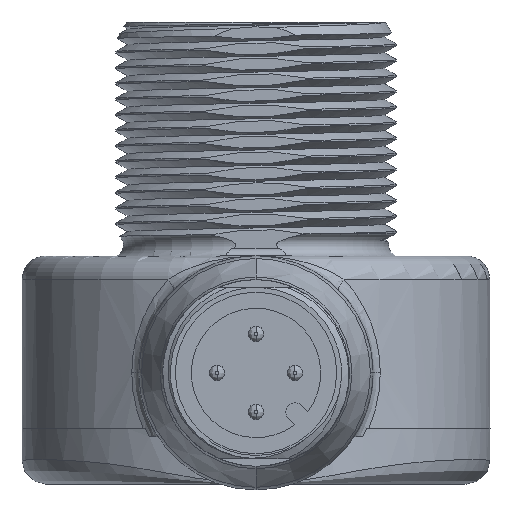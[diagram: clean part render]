
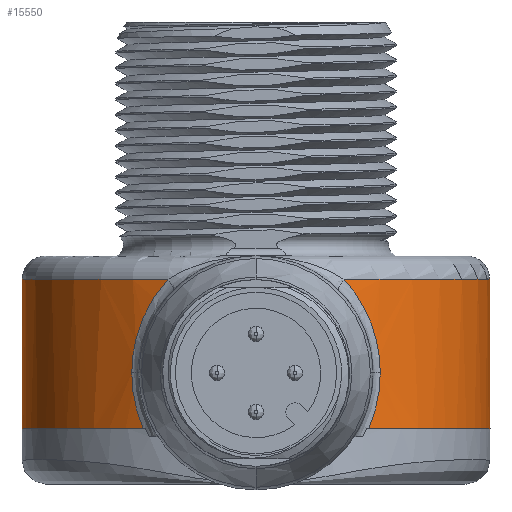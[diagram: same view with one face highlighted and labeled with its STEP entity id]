
A CAD part, front view. The second image highlights one B-rep face of the part: STEP entity #15550.
In plain terms, the highlighted cylindrical face has radius 15 mm (diameter 30 mm), a partial arc.
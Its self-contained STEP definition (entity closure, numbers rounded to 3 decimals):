
#5788=CARTESIAN_POINT('',(5.645,-13.897,
-1.5));
#5822=CARTESIAN_POINT('',(0.,0.,-11.068));
#5823=DIRECTION('',(0.,0.,1.));
#5824=DIRECTION('',(0.482,-0.876,0.));
#5825=AXIS2_PLACEMENT_3D('',#5822,#5823,#5824);
#5827=CARTESIAN_POINT('',(7.233,-13.141,-11.068));
#5828=CARTESIAN_POINT('',(7.289,-13.11,
-10.938));
#5829=CARTESIAN_POINT('',(7.395,-13.051,
-10.676));
#5830=CARTESIAN_POINT('',(7.534,-12.971,
-10.28));
#5831=CARTESIAN_POINT('',(7.653,-12.901,
-9.881));
#5832=CARTESIAN_POINT('',(7.752,-12.842,
-9.482));
#5833=CARTESIAN_POINT('',(7.832,-12.793,
-9.083));
#5834=CARTESIAN_POINT('',(7.894,-12.755,
-8.685));
#5835=CARTESIAN_POINT('',(7.937,-12.728,
-8.288));
#5836=CARTESIAN_POINT('',(7.963,-12.712,
-7.892));
#5837=CARTESIAN_POINT('',(7.969,-12.708,
-7.631));
#5838=CARTESIAN_POINT('',(7.969,-12.708,
-7.5));
#5840=CARTESIAN_POINT('',(7.969,-12.708,
-7.5));
#5841=CARTESIAN_POINT('',(7.969,-12.708,
-7.363));
#5842=CARTESIAN_POINT('',(7.962,-12.712,
-7.089));
#5843=CARTESIAN_POINT('',(7.934,-12.73,
-6.674));
#5844=CARTESIAN_POINT('',(7.886,-12.76,
-6.256));
#5845=CARTESIAN_POINT('',(7.818,-12.801,
-5.837));
#5846=CARTESIAN_POINT('',(7.729,-12.855,
-5.418));
#5847=CARTESIAN_POINT('',(7.62,-12.921,
-4.998));
#5848=CARTESIAN_POINT('',(7.488,-12.998,
-4.58));
#5849=CARTESIAN_POINT('',(7.334,-13.085,
-4.165));
#5850=CARTESIAN_POINT('',(7.157,-13.183,
-3.754));
#5851=CARTESIAN_POINT('',(6.958,-13.289,
-3.348));
#5852=CARTESIAN_POINT('',(6.736,-13.403,
-2.951));
#5853=CARTESIAN_POINT('',(6.493,-13.523,
-2.565));
#5854=CARTESIAN_POINT('',(6.23,-13.646,
-2.193));
#5855=CARTESIAN_POINT('',(5.947,-13.772,
-1.836));
#5856=CARTESIAN_POINT('',(5.747,-13.856,
-1.61));
#5857=CARTESIAN_POINT('',(5.645,-13.897,
-1.5));
#5859=CARTESIAN_POINT('',(0.,0.,-1.5));
#5860=DIRECTION('',(0.,0.,-1.));
#5861=DIRECTION('',(-1.,0.,0.));
#5862=AXIS2_PLACEMENT_3D('',#5859,#5860,#5861);
#5864=CARTESIAN_POINT('',(0.,0.,-1.5));
#5865=DIRECTION('',(0.,0.,-1.));
#5866=DIRECTION('',(-0.376,-0.926,0.));
#5867=AXIS2_PLACEMENT_3D('',#5864,#5865,#5866);
#5869=CARTESIAN_POINT('',(-5.644,-13.897,
-1.5));
#5870=CARTESIAN_POINT('',(-5.747,-13.856,
-1.61));
#5871=CARTESIAN_POINT('',(-5.947,-13.772,
-1.836));
#5872=CARTESIAN_POINT('',(-6.23,-13.646,
-2.193));
#5873=CARTESIAN_POINT('',(-6.493,-13.523,
-2.565));
#5874=CARTESIAN_POINT('',(-6.736,-13.403,
-2.951));
#5875=CARTESIAN_POINT('',(-6.958,-13.289,
-3.348));
#5876=CARTESIAN_POINT('',(-7.157,-13.183,
-3.753));
#5877=CARTESIAN_POINT('',(-7.334,-13.085,
-4.165));
#5878=CARTESIAN_POINT('',(-7.488,-12.998,
-4.58));
#5879=CARTESIAN_POINT('',(-7.619,-12.921,
-4.998));
#5880=CARTESIAN_POINT('',(-7.729,-12.855,
-5.417));
#5881=CARTESIAN_POINT('',(-7.818,-12.802,
-5.837));
#5882=CARTESIAN_POINT('',(-7.886,-12.76,
-6.256));
#5883=CARTESIAN_POINT('',(-7.934,-12.73,
-6.674));
#5884=CARTESIAN_POINT('',(-7.962,-12.712,
-7.089));
#5885=CARTESIAN_POINT('',(-7.969,-12.708,
-7.363));
#5886=CARTESIAN_POINT('',(-7.969,-12.708,
-7.5));
#5888=CARTESIAN_POINT('',(-7.969,-12.708,
-7.5));
#5889=CARTESIAN_POINT('',(-7.969,-12.708,
-7.631));
#5890=CARTESIAN_POINT('',(-7.963,-12.712,
-7.893));
#5891=CARTESIAN_POINT('',(-7.937,-12.728,
-8.288));
#5892=CARTESIAN_POINT('',(-7.894,-12.755,
-8.685));
#5893=CARTESIAN_POINT('',(-7.832,-12.793,
-9.084));
#5894=CARTESIAN_POINT('',(-7.752,-12.842,
-9.483));
#5895=CARTESIAN_POINT('',(-7.653,-12.901,
-9.882));
#5896=CARTESIAN_POINT('',(-7.534,-12.971,
-10.28));
#5897=CARTESIAN_POINT('',(-7.395,-13.051,
-10.676));
#5898=CARTESIAN_POINT('',(-7.289,-13.11,
-10.938));
#5899=CARTESIAN_POINT('',(-7.233,-13.141,-11.068));
#11433=CARTESIAN_POINT('',(-15.,0.,-1.5));
#11435=VERTEX_POINT('',#11433);
#11579=VERTEX_POINT('',#5788);
#11582=VERTEX_POINT('',#5840);
#11587=VERTEX_POINT('',#5869);
#11588=VERTEX_POINT('',#5886);
#11983=CARTESIAN_POINT('',(7.233,-13.141,-11.068));
#11984=CARTESIAN_POINT('',(-7.233,-13.141,-11.068));
#11985=VERTEX_POINT('',#11983);
#11986=VERTEX_POINT('',#11984);
#15531=CARTESIAN_POINT('',(0.,0.,-16.5));
#15532=DIRECTION('',(0.,0.,1.));
#15533=DIRECTION('',(1.,0.,0.));
#15534=AXIS2_PLACEMENT_3D('',#15531,#15532,#15533);
#15535=CYLINDRICAL_SURFACE('',#15534,15.);
#15537=ORIENTED_EDGE('',*,*,#15536,.F.);
#15539=ORIENTED_EDGE('',*,*,#15538,.T.);
#15540=ORIENTED_EDGE('',*,*,#15521,.T.);
#15541=ORIENTED_EDGE('',*,*,#15406,.F.);
#15543=ORIENTED_EDGE('',*,*,#15542,.F.);
#15545=ORIENTED_EDGE('',*,*,#15544,.T.);
#15547=ORIENTED_EDGE('',*,*,#15546,.T.);
#15548=EDGE_LOOP('',(#15537,#15539,#15540,#15541,#15543,#15545,#15547));
#15549=FACE_OUTER_BOUND('',#15548,.F.);
#15550=ADVANCED_FACE('',(#15549),#15535,.T.);
#5826=CIRCLE('',#5825,15.);
#5839=B_SPLINE_CURVE_WITH_KNOTS('',3,(#5827,#5828,#5829,#5830,#5831,#5832,#5833,
#5834,#5835,#5836,#5837,#5838),.UNSPECIFIED.,.F.,.F.,(4,1,1,1,1,1,1,1,1,4),
(0.,0.111,0.222,0.333,0.444,
0.556,0.667,0.778,0.889,1.),
.UNSPECIFIED.);
#5858=B_SPLINE_CURVE_WITH_KNOTS('',3,(#5840,#5841,#5842,#5843,#5844,#5845,#5846,
#5847,#5848,#5849,#5850,#5851,#5852,#5853,#5854,#5855,#5856,#5857),
.UNSPECIFIED.,.F.,.F.,(4,1,1,1,1,1,1,1,1,1,1,1,1,1,1,4),(0.,0.067,
0.133,0.2,0.267,0.333,0.4,
0.467,0.533,0.6,0.667,0.733,
0.8,0.867,0.933,1.),.UNSPECIFIED.);
#5863=CIRCLE('',#5862,15.);
#5868=CIRCLE('',#5867,15.);
#5887=B_SPLINE_CURVE_WITH_KNOTS('',3,(#5869,#5870,#5871,#5872,#5873,#5874,#5875,
#5876,#5877,#5878,#5879,#5880,#5881,#5882,#5883,#5884,#5885,#5886),
.UNSPECIFIED.,.F.,.F.,(4,1,1,1,1,1,1,1,1,1,1,1,1,1,1,4),(0.,0.067,
0.133,0.2,0.267,0.333,0.4,
0.467,0.533,0.6,0.667,0.733,
0.8,0.867,0.933,1.),.UNSPECIFIED.);
#5900=B_SPLINE_CURVE_WITH_KNOTS('',3,(#5888,#5889,#5890,#5891,#5892,#5893,#5894,
#5895,#5896,#5897,#5898,#5899),.UNSPECIFIED.,.F.,.F.,(4,1,1,1,1,1,1,1,1,4),
(0.,0.111,0.222,0.333,0.444,
0.556,0.667,0.778,0.889,1.),
.UNSPECIFIED.);
#15406=EDGE_CURVE('',#11435,#11579,#5863,.T.);
#15521=EDGE_CURVE('',#11582,#11579,#5858,.T.);
#15536=EDGE_CURVE('',#11985,#11986,#5826,.T.);
#15538=EDGE_CURVE('',#11985,#11582,#5839,.T.);
#15542=EDGE_CURVE('',#11587,#11435,#5868,.T.);
#15544=EDGE_CURVE('',#11587,#11588,#5887,.T.);
#15546=EDGE_CURVE('',#11588,#11986,#5900,.T.);
